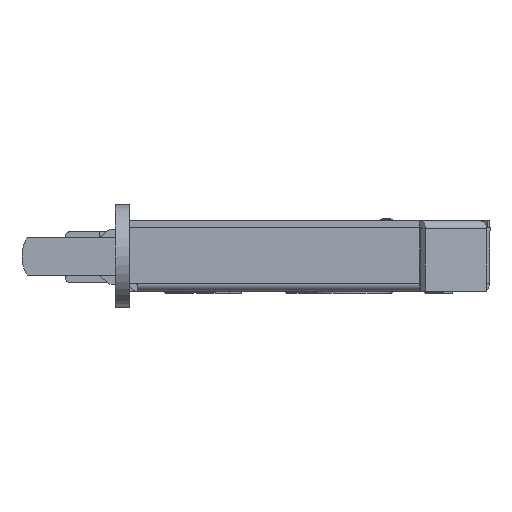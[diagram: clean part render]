
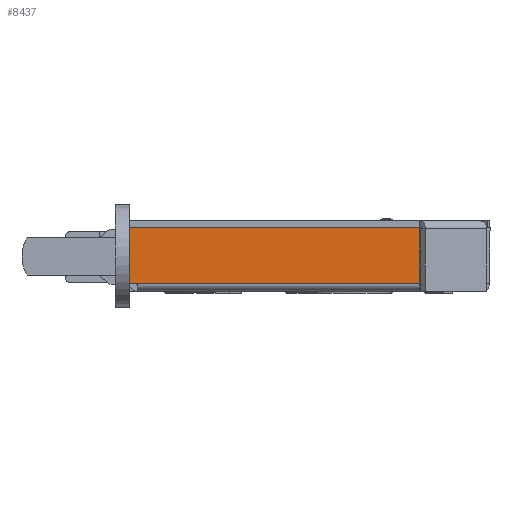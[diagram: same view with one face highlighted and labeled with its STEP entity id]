
A CAD part, front view. The second image highlights one B-rep face of the part: STEP entity #8437.
In plain terms, the highlighted planar face has unit normal (0, -1, 0).
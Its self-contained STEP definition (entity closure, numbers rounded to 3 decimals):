
#521 = CARTESIAN_POINT ( 'NONE',  ( 1.7, 0., 0.2 ) ) ;
#1035 = LINE ( 'NONE', #521, #12448 ) ;
#1888 = VECTOR ( 'NONE', #18897, 1000. ) ;
#3139 = VERTEX_POINT ( 'NONE', #6093 ) ;
#3238 = LINE ( 'NONE', #16358, #6088 ) ;
#4293 = CARTESIAN_POINT ( 'NONE',  ( 0., 0., 12. ) ) ;
#4834 = DIRECTION ( 'NONE',  ( -1., 0., 0. ) ) ;
#5143 = ORIENTED_EDGE ( 'NONE', *, *, #15767, .T. ) ;
#5192 = VECTOR ( 'NONE', #22100, 1000. ) ;
#6088 = VECTOR ( 'NONE', #6195, 1000. ) ;
#6093 = CARTESIAN_POINT ( 'NONE',  ( 0., 0., 0.2 ) ) ;
#6195 = DIRECTION ( 'NONE',  ( -1., 0., 0. ) ) ;
#6890 = EDGE_CURVE ( 'NONE', #13887, #3139, #3238, .T. ) ;
#7179 = VERTEX_POINT ( 'NONE', #19008 ) ;
#7400 = DIRECTION ( 'NONE',  ( -1., 0., 0. ) ) ;
#7492 = CARTESIAN_POINT ( 'NONE',  ( 0., 0., 0.2 ) ) ;
#7720 = EDGE_CURVE ( 'NONE', #7179, #17693, #11771, .T. ) ;
#8437 = ADVANCED_FACE ( 'NONE', ( #20788 ), #20680, .F. ) ;
#9232 = EDGE_LOOP ( 'NONE', ( #21750, #10509, #5143, #10773, #10562 ) ) ;
#9587 = CARTESIAN_POINT ( 'NONE',  ( 62., 0., 12. ) ) ;
#9757 = CARTESIAN_POINT ( 'NONE',  ( 1.7, 0., 12. ) ) ;
#10509 = ORIENTED_EDGE ( 'NONE', *, *, #7720, .T. ) ;
#10562 = ORIENTED_EDGE ( 'NONE', *, *, #6890, .F. ) ;
#10773 = ORIENTED_EDGE ( 'NONE', *, *, #22742, .F. ) ;
#10974 = CARTESIAN_POINT ( 'NONE',  ( 1.7, 0., 0.2 ) ) ;
#11771 = LINE ( 'NONE', #20187, #1888 ) ;
#12448 = VECTOR ( 'NONE', #7400, 1000. ) ;
#13496 = LINE ( 'NONE', #23074, #20547 ) ;
#13887 = VERTEX_POINT ( 'NONE', #10974 ) ;
#15767 = EDGE_CURVE ( 'NONE', #17693, #19795, #13496, .T. ) ;
#16358 = CARTESIAN_POINT ( 'NONE',  ( 1.7, 0., 0.2 ) ) ;
#17693 = VERTEX_POINT ( 'NONE', #9587 ) ;
#17941 = EDGE_CURVE ( 'NONE', #7179, #13887, #1035, .T. ) ;
#18897 = DIRECTION ( 'NONE',  ( 0., 0., 1. ) ) ;
#19008 = CARTESIAN_POINT ( 'NONE',  ( 62., 0., 0.2 ) ) ;
#19098 = DIRECTION ( 'NONE',  ( 0., 1., 0. ) ) ;
#19795 = VERTEX_POINT ( 'NONE', #4293 ) ;
#20187 = CARTESIAN_POINT ( 'NONE',  ( 62., 0., 12. ) ) ;
#20269 = DIRECTION ( 'NONE',  ( 0., 0., 1. ) ) ;
#20547 = VECTOR ( 'NONE', #4834, 1000. ) ;
#20680 = PLANE ( 'NONE',  #22845 ) ;
#20788 = FACE_OUTER_BOUND ( 'NONE', #9232, .T. ) ;
#21340 = LINE ( 'NONE', #7492, #5192 ) ;
#21750 = ORIENTED_EDGE ( 'NONE', *, *, #17941, .F. ) ;
#22100 = DIRECTION ( 'NONE',  ( 0., 0., 1. ) ) ;
#22742 = EDGE_CURVE ( 'NONE', #3139, #19795, #21340, .T. ) ;
#22845 = AXIS2_PLACEMENT_3D ( 'NONE', #9757, #19098, #20269 ) ;
#23074 = CARTESIAN_POINT ( 'NONE',  ( 1.7, 0., 12. ) ) ;
